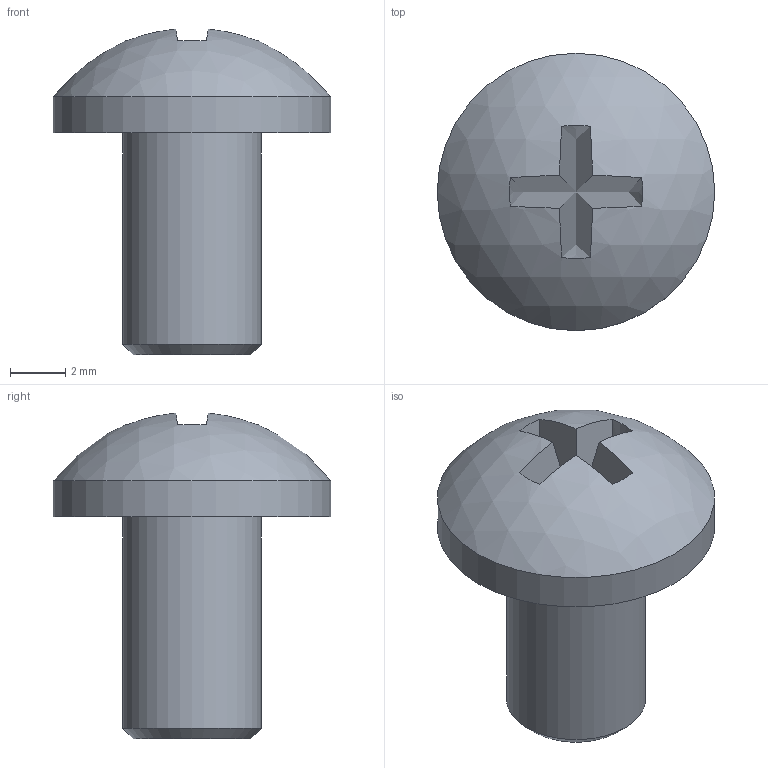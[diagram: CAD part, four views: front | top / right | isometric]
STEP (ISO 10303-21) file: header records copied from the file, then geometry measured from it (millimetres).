
FILE_DESCRIPTION (( 'STEP AP203' ), '1' );
FILE_NAME ('VTR510_Default.step', '2025-05-14T13:11:49', ( 'Windows User' ), ( 'AUTOMATION DIRECT' ), 'SwSTEP 2.0', 'SolidWorks 2024', '' );
FILE_SCHEMA (( 'CONFIG_CONTROL_DESIGN' ));
Length unit declared in the file: millimetre
Products named in the file (1): VTR510_Default
Bounding box: 10 x 10 x 11.74 mm (x, y, z)
Volume: 349.3 mm3; surface area: 384.3 mm2
Topology: 1 solids, 1 shells, 18 faces, 37 edges, 23 vertices
Faces by surface type: plane 10, cone 5, cylinder 2, sphere 1
Full cylindrical faces by diameter (mm): 5 x1, 10 x1
Entity records: 539 total; most frequent: CARTESIAN_POINT 98, DIRECTION 80, ORIENTED_EDGE 66, AXIS2_PLACEMENT_3D 36, EDGE_CURVE 33, EDGE_LOOP 23, VERTEX_POINT 22, FACE_OUTER_BOUND 21
